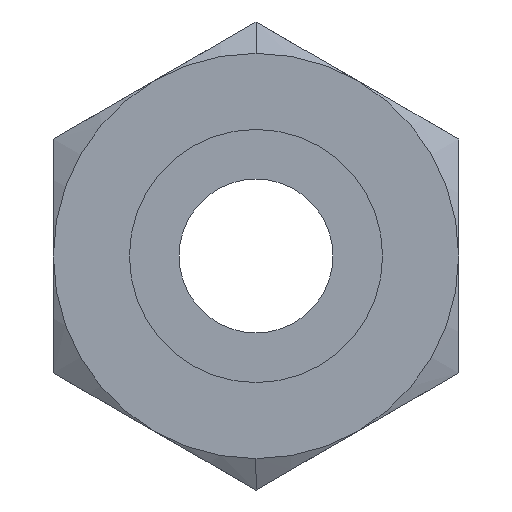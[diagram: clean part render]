
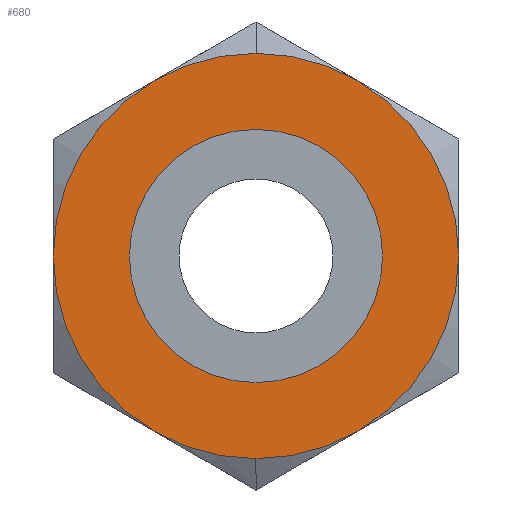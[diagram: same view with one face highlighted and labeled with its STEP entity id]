
A CAD part, left-side view. The second image highlights one B-rep face of the part: STEP entity #680.
In plain terms, the highlighted planar face has unit normal (-1, 0, 0).
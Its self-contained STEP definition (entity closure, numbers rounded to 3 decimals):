
#412 = AXIS2_PLACEMENT_3D ( 'NONE', #1149, #5755, #4632 ) ;
#458 = CARTESIAN_POINT ( 'NONE',  ( 0., 0., 12.7 ) ) ;
#596 = FACE_BOUND ( 'NONE', #3031, .T. ) ;
#680 = ADVANCED_FACE ( 'NONE', ( #596, #4000 ), #2874, .T. ) ;
#851 = CARTESIAN_POINT ( 'NONE',  ( 0., 0., 0. ) ) ;
#889 = AXIS2_PLACEMENT_3D ( 'NONE', #1134, #6903, #7358 ) ;
#1013 = CARTESIAN_POINT ( 'NONE',  ( 0., 0., 0. ) ) ;
#1134 = CARTESIAN_POINT ( 'NONE',  ( 0., 0., 0. ) ) ;
#1149 = CARTESIAN_POINT ( 'NONE',  ( 0., 0., 6.35 ) ) ;
#1182 = ORIENTED_EDGE ( 'NONE', *, *, #1248, .F. ) ;
#1248 = EDGE_CURVE ( 'NONE', #2901, #6931, #6410, .T. ) ;
#1270 = CARTESIAN_POINT ( 'NONE',  ( 0., 0., 0. ) ) ;
#1639 = EDGE_CURVE ( 'NONE', #5741, #4320, #3765, .T. ) ;
#2532 = DIRECTION ( 'NONE',  ( 0., 0., -1. ) ) ;
#2874 = PLANE ( 'NONE',  #412 ) ;
#2898 = CARTESIAN_POINT ( 'NONE',  ( 0., 0., -7.935 ) ) ;
#2901 = VERTEX_POINT ( 'NONE', #5052 ) ;
#3031 = EDGE_LOOP ( 'NONE', ( #3900, #3506 ) ) ;
#3371 = AXIS2_PLACEMENT_3D ( 'NONE', #1270, #6367, #4609 ) ;
#3506 = ORIENTED_EDGE ( 'NONE', *, *, #1639, .T. ) ;
#3649 = EDGE_CURVE ( 'NONE', #4320, #5741, #7219, .T. ) ;
#3765 = CIRCLE ( 'NONE', #889, 7.935 ) ;
#3829 = DIRECTION ( 'NONE',  ( 1., 0., 0. ) ) ;
#3899 = ORIENTED_EDGE ( 'NONE', *, *, #5283, .F. ) ;
#3900 = ORIENTED_EDGE ( 'NONE', *, *, #3649, .T. ) ;
#4000 = FACE_OUTER_BOUND ( 'NONE', #5559, .T. ) ;
#4320 = VERTEX_POINT ( 'NONE', #2898 ) ;
#4609 = DIRECTION ( 'NONE',  ( 0., 0., 1. ) ) ;
#4632 = DIRECTION ( 'NONE',  ( 0., 0., 1. ) ) ;
#5052 = CARTESIAN_POINT ( 'NONE',  ( 0., 0., -12.7 ) ) ;
#5283 = EDGE_CURVE ( 'NONE', #6931, #2901, #5635, .T. ) ;
#5559 = EDGE_LOOP ( 'NONE', ( #3899, #1182 ) ) ;
#5635 = CIRCLE ( 'NONE', #3371, 12.7 ) ;
#5741 = VERTEX_POINT ( 'NONE', #7031 ) ;
#5755 = DIRECTION ( 'NONE',  ( -1., 0., 0. ) ) ;
#5944 = DIRECTION ( 'NONE',  ( 1., 0., 0. ) ) ;
#6367 = DIRECTION ( 'NONE',  ( 1., 0., 0. ) ) ;
#6410 = CIRCLE ( 'NONE', #7130, 12.7 ) ;
#6494 = AXIS2_PLACEMENT_3D ( 'NONE', #1013, #3829, #7315 ) ;
#6903 = DIRECTION ( 'NONE',  ( 1., 0., 0. ) ) ;
#6931 = VERTEX_POINT ( 'NONE', #458 ) ;
#7031 = CARTESIAN_POINT ( 'NONE',  ( 0., 0., 7.935 ) ) ;
#7130 = AXIS2_PLACEMENT_3D ( 'NONE', #851, #5944, #2532 ) ;
#7219 = CIRCLE ( 'NONE', #6494, 7.935 ) ;
#7315 = DIRECTION ( 'NONE',  ( 0., 0., -1. ) ) ;
#7358 = DIRECTION ( 'NONE',  ( 0., 0., 1. ) ) ;
